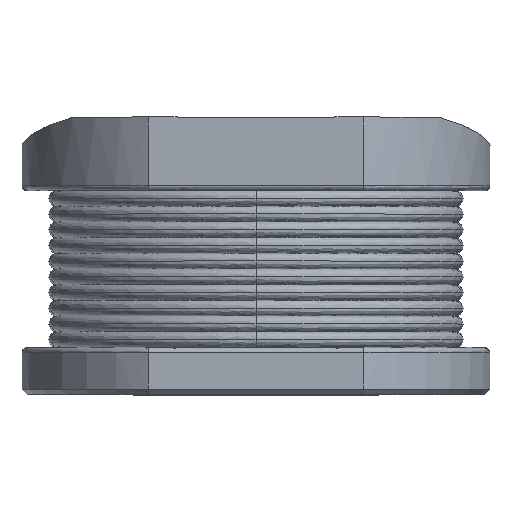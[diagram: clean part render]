
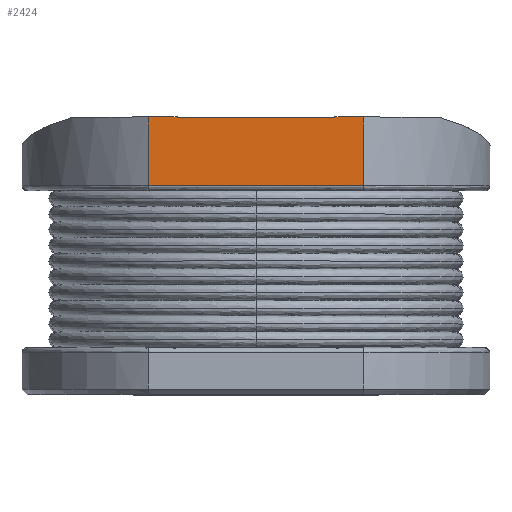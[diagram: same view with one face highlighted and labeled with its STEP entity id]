
A CAD part, top view. The second image highlights one B-rep face of the part: STEP entity #2424.
In plain terms, the highlighted free-form (B-spline) face has degree [1, 1] with [2, 2] control points.
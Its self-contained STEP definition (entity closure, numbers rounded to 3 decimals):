
#2159 = VERTEX_POINT('',#2160);
#2160 = CARTESIAN_POINT('',(-1.025,0.951,
    2.717));
#2165 = EDGE_CURVE('',#2159,#2166,#2168,.T.);
#2166 = VERTEX_POINT('',#2167);
#2167 = CARTESIAN_POINT('',(1.025,0.951,2.717
    ));
#2168 = B_SPLINE_CURVE_WITH_KNOTS('',1,(#2169,#2170),.UNSPECIFIED.,.F.,
  .F.,(2,2),(0.276,1.785),.PIECEWISE_BEZIER_KNOTS.);
#2169 = CARTESIAN_POINT('',(-1.025,0.951,
    2.717));
#2170 = CARTESIAN_POINT('',(1.025,0.951,2.717
    ));
#2218 = VERTEX_POINT('',#2219);
#2219 = CARTESIAN_POINT('',(1.4,0.954,2.717
    ));
#2225 = EDGE_CURVE('',#2218,#2226,#2228,.T.);
#2226 = VERTEX_POINT('',#2227);
#2227 = CARTESIAN_POINT('',(1.4,0.068,
    2.717));
#2228 = B_SPLINE_CURVE_WITH_KNOTS('',1,(#2229,#2230),.UNSPECIFIED.,.F.,
  .F.,(2,2),(-0.002,0.65),.PIECEWISE_BEZIER_KNOTS.);
#2229 = CARTESIAN_POINT('',(1.4,0.954,2.717
    ));
#2230 = CARTESIAN_POINT('',(1.4,0.068,
    2.717));
#2380 = EDGE_CURVE('',#2381,#2383,#2385,.T.);
#2381 = VERTEX_POINT('',#2382);
#2382 = CARTESIAN_POINT('',(-1.4,0.954,
    2.717));
#2383 = VERTEX_POINT('',#2384);
#2384 = CARTESIAN_POINT('',(-1.4,0.068,
    2.717));
#2385 = B_SPLINE_CURVE_WITH_KNOTS('',1,(#2386,#2387),.UNSPECIFIED.,.F.,
  .F.,(2,2),(-0.002,0.65),.PIECEWISE_BEZIER_KNOTS.);
#2386 = CARTESIAN_POINT('',(-1.4,0.954,
    2.717));
#2387 = CARTESIAN_POINT('',(-1.4,0.068,
    2.717));
#2424 = ADVANCED_FACE('',(#2425),#2459,.F.);
#2425 = FACE_BOUND('',#2426,.T.);
#2426 = EDGE_LOOP('',(#2427,#2428,#2433,#2434,#2441,#2446,#2447,#2454));
#2427 = ORIENTED_EDGE('',*,*,#2380,.T.);
#2428 = ORIENTED_EDGE('',*,*,#2429,.T.);
#2429 = EDGE_CURVE('',#2383,#2226,#2430,.T.);
#2430 = B_SPLINE_CURVE_WITH_KNOTS('',1,(#2431,#2432),.UNSPECIFIED.,.F.,
  .F.,(2,2),(0.,2.062),.PIECEWISE_BEZIER_KNOTS.);
#2431 = CARTESIAN_POINT('',(-1.4,0.068,
    2.717));
#2432 = CARTESIAN_POINT('',(1.4,0.068,
    2.717));
#2433 = ORIENTED_EDGE('',*,*,#2225,.F.);
#2434 = ORIENTED_EDGE('',*,*,#2435,.F.);
#2435 = EDGE_CURVE('',#2436,#2218,#2438,.T.);
#2436 = VERTEX_POINT('',#2437);
#2437 = CARTESIAN_POINT('',(1.025,0.954,2.717
    ));
#2438 = B_SPLINE_CURVE_WITH_KNOTS('',1,(#2439,#2440),.UNSPECIFIED.,.F.,
  .F.,(2,2),(0.,0.276),.PIECEWISE_BEZIER_KNOTS.);
#2439 = CARTESIAN_POINT('',(1.025,0.954,2.717
    ));
#2440 = CARTESIAN_POINT('',(1.4,0.954,2.717
    ));
#2441 = ORIENTED_EDGE('',*,*,#2442,.T.);
#2442 = EDGE_CURVE('',#2436,#2166,#2443,.T.);
#2443 = B_SPLINE_CURVE_WITH_KNOTS('',1,(#2444,#2445),.UNSPECIFIED.,.F.,
  .F.,(2,2),(-0.,0.002),.PIECEWISE_BEZIER_KNOTS.);
#2444 = CARTESIAN_POINT('',(1.025,0.954,2.717
    ));
#2445 = CARTESIAN_POINT('',(1.025,0.951,2.717
    ));
#2446 = ORIENTED_EDGE('',*,*,#2165,.F.);
#2447 = ORIENTED_EDGE('',*,*,#2448,.F.);
#2448 = EDGE_CURVE('',#2449,#2159,#2451,.T.);
#2449 = VERTEX_POINT('',#2450);
#2450 = CARTESIAN_POINT('',(-1.025,0.954,
    2.717));
#2451 = B_SPLINE_CURVE_WITH_KNOTS('',1,(#2452,#2453),.UNSPECIFIED.,.F.,
  .F.,(2,2),(-0.,0.002),.PIECEWISE_BEZIER_KNOTS.);
#2452 = CARTESIAN_POINT('',(-1.025,0.954,
    2.717));
#2453 = CARTESIAN_POINT('',(-1.025,0.951,
    2.717));
#2454 = ORIENTED_EDGE('',*,*,#2455,.F.);
#2455 = EDGE_CURVE('',#2381,#2449,#2456,.T.);
#2456 = B_SPLINE_CURVE_WITH_KNOTS('',1,(#2457,#2458),.UNSPECIFIED.,.F.,
  .F.,(2,2),(-0.276,0.),.PIECEWISE_BEZIER_KNOTS.);
#2457 = CARTESIAN_POINT('',(-1.4,0.954,
    2.717));
#2458 = CARTESIAN_POINT('',(-1.025,0.954,
    2.717));
#2459 = B_SPLINE_SURFACE_WITH_KNOTS('',1,1,(
    (#2460,#2461)
    ,(#2462,#2463
    )),.UNSPECIFIED.,.F.,.F.,.F.,(2,2),(2,2),(-2.062,0.),(-0.65
    ,0.002),.PIECEWISE_BEZIER_KNOTS.);
#2460 = CARTESIAN_POINT('',(1.4,0.068,
    2.717));
#2461 = CARTESIAN_POINT('',(1.4,0.954,2.717
    ));
#2462 = CARTESIAN_POINT('',(-1.4,0.068,
    2.717));
#2463 = CARTESIAN_POINT('',(-1.4,0.954,
    2.717));
